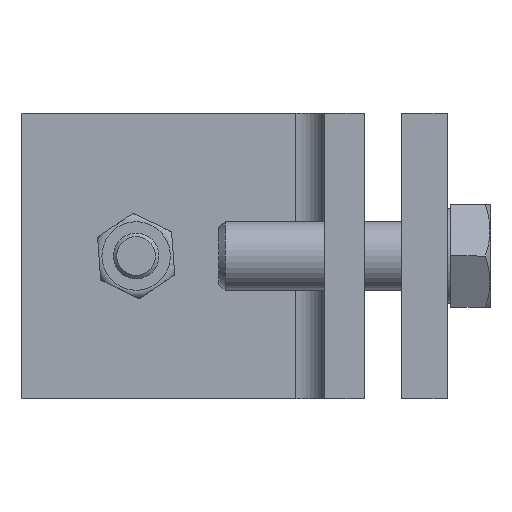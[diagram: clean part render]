
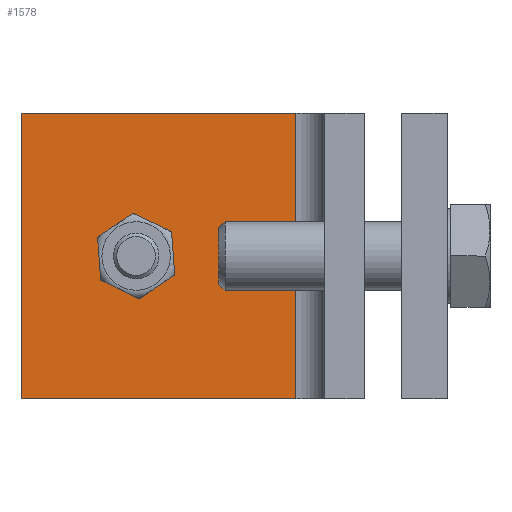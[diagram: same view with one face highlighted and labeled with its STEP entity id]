
A CAD part, left-side view. The second image highlights one B-rep face of the part: STEP entity #1578.
In plain terms, the highlighted planar face has unit normal (-1, 0, 0).
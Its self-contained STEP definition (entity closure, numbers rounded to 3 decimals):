
#121=FACE_BOUND('',#302,.T.);
#142=PLANE('',#1714);
#200=FACE_OUTER_BOUND('',#301,.T.);
#301=EDGE_LOOP('',(#1118,#1119,#1120,#1121));
#302=EDGE_LOOP('',(#1122,#1123));
#418=LINE('',#2369,#514);
#425=LINE('',#2384,#521);
#426=LINE('',#2387,#522);
#427=LINE('',#2388,#523);
#514=VECTOR('',#1912,10.);
#521=VECTOR('',#1927,10.);
#522=VECTOR('',#1930,10.);
#523=VECTOR('',#1931,10.);
#603=CIRCLE('',#1697,4.5);
#604=CIRCLE('',#1698,4.5);
#683=VERTEX_POINT('',#2333);
#684=VERTEX_POINT('',#2334);
#697=VERTEX_POINT('',#2366);
#698=VERTEX_POINT('',#2368);
#702=VERTEX_POINT('',#2382);
#703=VERTEX_POINT('',#2386);
#842=EDGE_CURVE('',#683,#684,#603,.T.);
#843=EDGE_CURVE('',#684,#683,#604,.T.);
#859=EDGE_CURVE('',#698,#697,#418,.T.);
#867=EDGE_CURVE('',#697,#702,#425,.T.);
#868=EDGE_CURVE('',#702,#703,#426,.T.);
#869=EDGE_CURVE('',#698,#703,#427,.T.);
#1118=ORIENTED_EDGE('',*,*,#868,.T.);
#1119=ORIENTED_EDGE('',*,*,#869,.F.);
#1120=ORIENTED_EDGE('',*,*,#859,.T.);
#1121=ORIENTED_EDGE('',*,*,#867,.T.);
#1122=ORIENTED_EDGE('',*,*,#842,.T.);
#1123=ORIENTED_EDGE('',*,*,#843,.T.);
#1578=ADVANCED_FACE('',(#200,#121),#142,.T.);
#1697=AXIS2_PLACEMENT_3D('',#2335,#1879,#1880);
#1698=AXIS2_PLACEMENT_3D('',#2336,#1881,#1882);
#1714=AXIS2_PLACEMENT_3D('',#2385,#1928,#1929);
#1879=DIRECTION('center_axis',(1.,0.,0.));
#1880=DIRECTION('ref_axis',(0.,0.,1.));
#1881=DIRECTION('center_axis',(1.,0.,0.));
#1882=DIRECTION('ref_axis',(0.,0.,1.));
#1912=DIRECTION('',(0.,-1.,0.));
#1927=DIRECTION('',(0.,0.,1.));
#1928=DIRECTION('center_axis',(-1.,0.,0.));
#1929=DIRECTION('ref_axis',(0.,0.,1.));
#1930=DIRECTION('',(0.,1.,0.));
#1931=DIRECTION('',(0.,0.,1.));
#2333=CARTESIAN_POINT('',(73.,40.,4.5));
#2334=CARTESIAN_POINT('',(73.,40.,-4.5));
#2335=CARTESIAN_POINT('Origin',(73.,40.,0.));
#2336=CARTESIAN_POINT('Origin',(73.,40.,0.));
#2366=CARTESIAN_POINT('',(73.,12.,-25.));
#2368=CARTESIAN_POINT('',(73.,60.,-25.));
#2369=CARTESIAN_POINT('',(73.,60.,-25.));
#2382=CARTESIAN_POINT('',(73.,12.,25.));
#2384=CARTESIAN_POINT('',(73.,12.,0.));
#2385=CARTESIAN_POINT('Origin',(73.,12.,0.));
#2386=CARTESIAN_POINT('',(73.,60.,25.));
#2387=CARTESIAN_POINT('',(73.,60.,25.));
#2388=CARTESIAN_POINT('',(73.,60.,0.));
